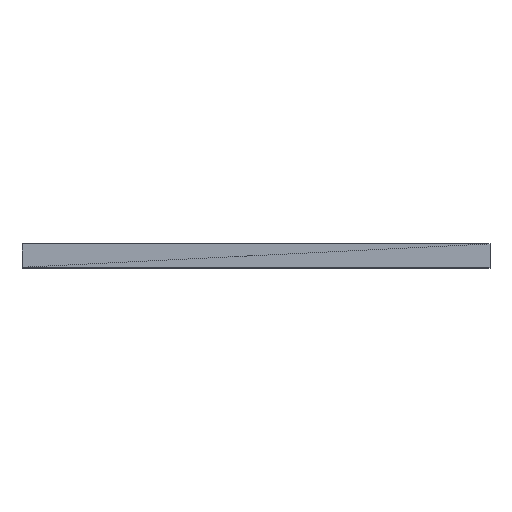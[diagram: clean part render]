
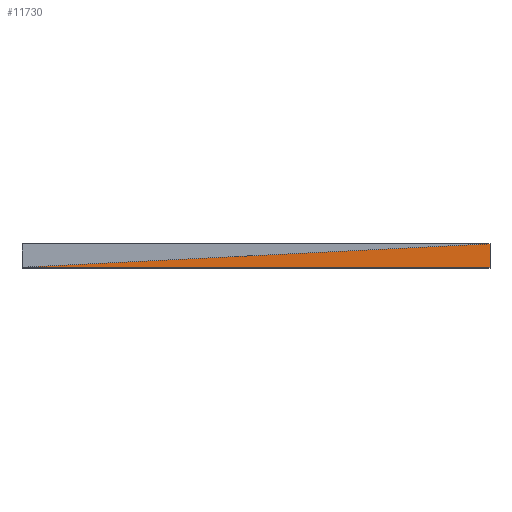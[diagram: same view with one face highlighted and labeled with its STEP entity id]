
A CAD part, top view. The second image highlights one B-rep face of the part: STEP entity #11730.
In plain terms, the highlighted planar face has unit normal (0, 0, 1).
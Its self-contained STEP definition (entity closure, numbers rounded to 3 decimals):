
#82 = ORIENTED_EDGE ( 'NONE', *, *, #6456, .T. ) ;
#245 = CARTESIAN_POINT ( 'NONE',  ( 250.25, 6.474, 249.75 ) ) ;
#355 = ORIENTED_EDGE ( 'NONE', *, *, #1170, .T. ) ;
#508 = LINE ( 'NONE', #7458, #7123 ) ;
#1170 = EDGE_CURVE ( 'NONE', #6211, #12334, #508, .T. ) ;
#1291 = PLANE ( 'NONE',  #10329 ) ;
#1911 = CARTESIAN_POINT ( 'NONE',  ( -249.75, -18.526, 249.75 ) ) ;
#2753 = VECTOR ( 'NONE', #3498, 1000. ) ;
#2804 = FACE_OUTER_BOUND ( 'NONE', #7583, .T. ) ;
#3498 = DIRECTION ( 'NONE',  ( 1., 0., 0. ) ) ;
#4132 = DIRECTION ( 'NONE',  ( 0., 0., -1. ) ) ;
#4196 = CARTESIAN_POINT ( 'NONE',  ( -249.75, -18.526, 249.75 ) ) ;
#5057 = DIRECTION ( 'NONE',  ( 0.999, 0.05, 0. ) ) ;
#6211 = VERTEX_POINT ( 'NONE', #11360 ) ;
#6456 = EDGE_CURVE ( 'NONE', #7666, #6211, #8011, .T. ) ;
#6783 = DIRECTION ( 'NONE',  ( -1., 0., 0. ) ) ;
#7039 = VECTOR ( 'NONE', #5057, 1000. ) ;
#7123 = VECTOR ( 'NONE', #12100, 1000. ) ;
#7458 = CARTESIAN_POINT ( 'NONE',  ( 250.25, -18.526, 249.75 ) ) ;
#7583 = EDGE_LOOP ( 'NONE', ( #10061, #82, #355 ) ) ;
#7666 = VERTEX_POINT ( 'NONE', #11148 ) ;
#8011 = LINE ( 'NONE', #8246, #2753 ) ;
#8246 = CARTESIAN_POINT ( 'NONE',  ( -249.75, -18.526, 249.75 ) ) ;
#9241 = LINE ( 'NONE', #4196, #7039 ) ;
#10061 = ORIENTED_EDGE ( 'NONE', *, *, #10662, .F. ) ;
#10329 = AXIS2_PLACEMENT_3D ( 'NONE', #1911, #4132, #6783 ) ;
#10662 = EDGE_CURVE ( 'NONE', #7666, #12334, #9241, .T. ) ;
#11148 = CARTESIAN_POINT ( 'NONE',  ( -249.75, -18.526, 249.75 ) ) ;
#11360 = CARTESIAN_POINT ( 'NONE',  ( 250.25, -18.526, 249.75 ) ) ;
#11730 = ADVANCED_FACE ( 'NONE', ( #2804 ), #1291, .F. ) ;
#12100 = DIRECTION ( 'NONE',  ( 0., 1., 0. ) ) ;
#12334 = VERTEX_POINT ( 'NONE', #245 ) ;
